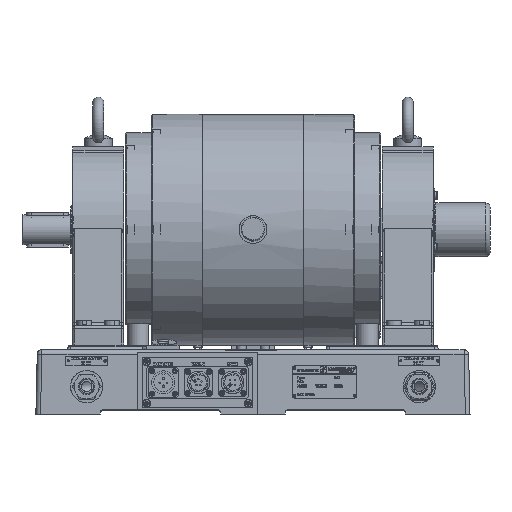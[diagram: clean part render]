
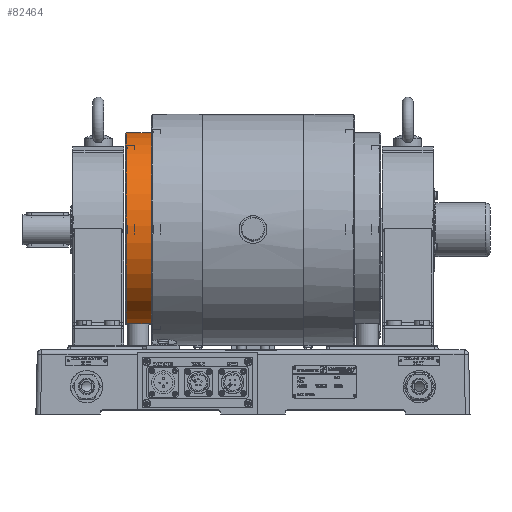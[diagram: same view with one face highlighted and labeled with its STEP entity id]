
A CAD part, top view. The second image highlights one B-rep face of the part: STEP entity #82464.
In plain terms, the highlighted cylindrical face has radius 105 mm (diameter 210 mm), a partial arc.
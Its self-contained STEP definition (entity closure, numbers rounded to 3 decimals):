
#6263 = DIRECTION ( 'NONE',  ( 0., 0., 1. ) ) ;
#17545 = DIRECTION ( 'NONE',  ( -1., 0., 0. ) ) ;
#17584 = DIRECTION ( 'NONE',  ( 0., 0., 1. ) ) ;
#17677 = CARTESIAN_POINT ( 'NONE',  ( -109.366, 165.897, -139.932 ) ) ;
#20520 = CARTESIAN_POINT ( 'NONE',  ( -109.366, 63.897, -115.012 ) ) ;
#25082 = DIRECTION ( 'NONE',  ( -1., 0., 0. ) ) ;
#26092 = AXIS2_PLACEMENT_3D ( 'NONE', #49475, #116776, #59151 ) ;
#28353 = AXIS2_PLACEMENT_3D ( 'NONE', #63769, #25082, #6263 ) ;
#31043 = ORIENTED_EDGE ( 'NONE', *, *, #90633, .T. ) ;
#34207 = ORIENTED_EDGE ( 'NONE', *, *, #58526, .T. ) ;
#37277 = CARTESIAN_POINT ( 'NONE',  ( -169.366, 63.897, -164.852 ) ) ;
#49475 = CARTESIAN_POINT ( 'NONE',  ( -136.366, 165.897, -139.932 ) ) ;
#49602 = CARTESIAN_POINT ( 'NONE',  ( -136.366, 63.897, -164.852 ) ) ;
#50732 = EDGE_LOOP ( 'NONE', ( #93333, #31043, #119546, #34207 ) ) ;
#53170 = EDGE_CURVE ( 'NONE', #81625, #65397, #67216, .T. ) ;
#53440 = AXIS2_PLACEMENT_3D ( 'NONE', #17677, #17545, #17584 ) ;
#58526 = EDGE_CURVE ( 'NONE', #65397, #85352, #85685, .T. ) ;
#59151 = DIRECTION ( 'NONE',  ( 0., 0., -1. ) ) ;
#63769 = CARTESIAN_POINT ( 'NONE',  ( -169.366, 165.897, -139.932 ) ) ;
#65397 = VERTEX_POINT ( 'NONE', #20520 ) ;
#66528 = DIRECTION ( 'NONE',  ( 1., 0., 0. ) ) ;
#66564 = CARTESIAN_POINT ( 'NONE',  ( -169.366, 63.897, -115.012 ) ) ;
#67216 = LINE ( 'NONE', #66564, #69281 ) ;
#69281 = VECTOR ( 'NONE', #66528, 1000. ) ;
#70609 = CARTESIAN_POINT ( 'NONE',  ( -109.366, 63.897, -164.852 ) ) ;
#73687 = CARTESIAN_POINT ( 'NONE',  ( -136.366, 63.897, -115.012 ) ) ;
#75707 = EDGE_CURVE ( 'NONE', #85352, #111487, #83184, .T. ) ;
#81625 = VERTEX_POINT ( 'NONE', #73687 ) ;
#82464 = ADVANCED_FACE ( 'NONE', ( #112735 ), #117735, .T. ) ;
#83184 = LINE ( 'NONE', #37277, #88956 ) ;
#85352 = VERTEX_POINT ( 'NONE', #70609 ) ;
#85685 = CIRCLE ( 'NONE', #53440, 105. ) ;
#88956 = VECTOR ( 'NONE', #94884, 1000. ) ;
#90633 = EDGE_CURVE ( 'NONE', #111487, #81625, #106209, .T. ) ;
#93333 = ORIENTED_EDGE ( 'NONE', *, *, #75707, .T. ) ;
#94884 = DIRECTION ( 'NONE',  ( -1., 0., 0. ) ) ;
#106209 = CIRCLE ( 'NONE', #26092, 105. ) ;
#111487 = VERTEX_POINT ( 'NONE', #49602 ) ;
#112735 = FACE_OUTER_BOUND ( 'NONE', #50732, .T. ) ;
#116776 = DIRECTION ( 'NONE',  ( 1., 0., 0. ) ) ;
#117735 = CYLINDRICAL_SURFACE ( 'NONE', #28353, 105. ) ;
#119546 = ORIENTED_EDGE ( 'NONE', *, *, #53170, .T. ) ;
